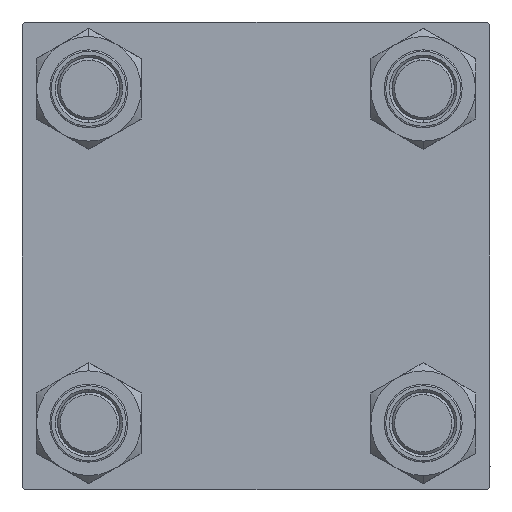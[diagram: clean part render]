
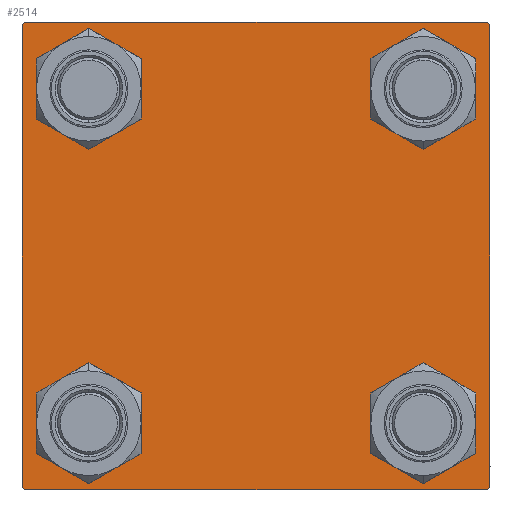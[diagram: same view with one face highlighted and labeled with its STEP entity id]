
A CAD part, left-side view. The second image highlights one B-rep face of the part: STEP entity #2514.
In plain terms, the highlighted planar face has unit normal (-1, 0, 0).
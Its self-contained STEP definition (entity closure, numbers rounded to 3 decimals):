
#286 = FACE_BOUND ( 'NONE', #49669, .T. ) ;
#453 = ORIENTED_EDGE ( 'NONE', *, *, #37470, .T. ) ;
#524 = ORIENTED_EDGE ( 'NONE', *, *, #18685, .T. ) ;
#782 = CARTESIAN_POINT ( 'NONE',  ( 0., -45., 45. ) ) ;
#787 = EDGE_CURVE ( 'NONE', #42494, #2598, #44517, .T. ) ;
#1397 = CARTESIAN_POINT ( 'NONE',  ( 0., -32.15, -38.65 ) ) ;
#1469 = CARTESIAN_POINT ( 'NONE',  ( 0., 44.5, 45. ) ) ;
#1623 = CARTESIAN_POINT ( 'NONE',  ( 0., -44.75, -44.75 ) ) ;
#1821 = VECTOR ( 'NONE', #28259, 1000. ) ;
#1938 = VECTOR ( 'NONE', #34548, 1000. ) ;
#2514 = ADVANCED_FACE ( 'NONE', ( #39750, #7928, #286, #39231, #19247 ), #3464, .T. ) ;
#2598 = VERTEX_POINT ( 'NONE', #13418 ) ;
#2729 = VERTEX_POINT ( 'NONE', #10771 ) ;
#2746 = DIRECTION ( 'NONE',  ( 1., 0., 0. ) ) ;
#3464 = PLANE ( 'NONE',  #10917 ) ;
#4295 = ORIENTED_EDGE ( 'NONE', *, *, #47602, .T. ) ;
#4844 = DIRECTION ( 'NONE',  ( 0., 0.707, -0.707 ) ) ;
#5513 = VERTEX_POINT ( 'NONE', #9972 ) ;
#5647 = DIRECTION ( 'NONE',  ( 0., 0., 1. ) ) ;
#6257 = EDGE_CURVE ( 'NONE', #44711, #16908, #16166, .T. ) ;
#6759 = AXIS2_PLACEMENT_3D ( 'NONE', #35555, #23463, #50854 ) ;
#6886 = ORIENTED_EDGE ( 'NONE', *, *, #51655, .T. ) ;
#6953 = DIRECTION ( 'NONE',  ( 0., 0., 1. ) ) ;
#6987 = EDGE_LOOP ( 'NONE', ( #524, #45741 ) ) ;
#7127 = CIRCLE ( 'NONE', #28116, 6.5 ) ;
#7341 = CIRCLE ( 'NONE', #30880, 6.5 ) ;
#7876 = VECTOR ( 'NONE', #50731, 1000. ) ;
#7928 = FACE_BOUND ( 'NONE', #28869, .T. ) ;
#8526 = CARTESIAN_POINT ( 'NONE',  ( 0., 44.75, 44.75 ) ) ;
#8710 = EDGE_LOOP ( 'NONE', ( #4295, #453, #27143, #18611, #48244, #48618, #27293, #36889 ) ) ;
#9258 = DIRECTION ( 'NONE',  ( 0., 0., 1. ) ) ;
#9384 = VERTEX_POINT ( 'NONE', #36025 ) ;
#9972 = CARTESIAN_POINT ( 'NONE',  ( 0., 45., -44.5 ) ) ;
#10720 = LINE ( 'NONE', #22831, #7876 ) ;
#10771 = CARTESIAN_POINT ( 'NONE',  ( 0., -44.5, -45. ) ) ;
#10917 = AXIS2_PLACEMENT_3D ( 'NONE', #51363, #19504, #36061 ) ;
#11090 = CARTESIAN_POINT ( 'NONE',  ( 0., -32.15, 32.15 ) ) ;
#11751 = VECTOR ( 'NONE', #39421, 1000. ) ;
#12104 = ORIENTED_EDGE ( 'NONE', *, *, #13212, .T. ) ;
#12905 = CIRCLE ( 'NONE', #39748, 6.5 ) ;
#13212 = EDGE_CURVE ( 'NONE', #21114, #44362, #20423, .T. ) ;
#13418 = CARTESIAN_POINT ( 'NONE',  ( 0., 32.15, 25.65 ) ) ;
#13759 = CARTESIAN_POINT ( 'NONE',  ( 0., -32.15, -32.15 ) ) ;
#14397 = EDGE_CURVE ( 'NONE', #40050, #21254, #12905, .T. ) ;
#14503 = ORIENTED_EDGE ( 'NONE', *, *, #787, .T. ) ;
#15056 = CIRCLE ( 'NONE', #20091, 6.5 ) ;
#15131 = CARTESIAN_POINT ( 'NONE',  ( 0., -44.75, 44.75 ) ) ;
#15285 = EDGE_CURVE ( 'NONE', #18625, #2729, #10720, .T. ) ;
#15482 = EDGE_LOOP ( 'NONE', ( #14503, #6886 ) ) ;
#16105 = CARTESIAN_POINT ( 'NONE',  ( 0., 32.15, -32.15 ) ) ;
#16166 = LINE ( 'NONE', #28767, #1821 ) ;
#16320 = DIRECTION ( 'NONE',  ( 0., 0., -1. ) ) ;
#16367 = DIRECTION ( 'NONE',  ( 0., 0., 1. ) ) ;
#16380 = CARTESIAN_POINT ( 'NONE',  ( 0., -44.5, 45. ) ) ;
#16382 = DIRECTION ( 'NONE',  ( 1., 0., 0. ) ) ;
#16908 = VERTEX_POINT ( 'NONE', #16380 ) ;
#17905 = AXIS2_PLACEMENT_3D ( 'NONE', #13759, #38461, #38205 ) ;
#18313 = CARTESIAN_POINT ( 'NONE',  ( 0., 32.15, -32.15 ) ) ;
#18398 = CARTESIAN_POINT ( 'NONE',  ( 0., 32.15, -25.65 ) ) ;
#18611 = ORIENTED_EDGE ( 'NONE', *, *, #47909, .T. ) ;
#18625 = VERTEX_POINT ( 'NONE', #34054 ) ;
#18648 = CARTESIAN_POINT ( 'NONE',  ( 0., -32.15, -25.65 ) ) ;
#18685 = EDGE_CURVE ( 'NONE', #21254, #40050, #19775, .T. ) ;
#19247 = FACE_OUTER_BOUND ( 'NONE', #8710, .T. ) ;
#19504 = DIRECTION ( 'NONE',  ( -1., 0., 0. ) ) ;
#19775 = CIRCLE ( 'NONE', #29826, 6.5 ) ;
#20091 = AXIS2_PLACEMENT_3D ( 'NONE', #16105, #48217, #16367 ) ;
#20423 = CIRCLE ( 'NONE', #17905, 6.5 ) ;
#21114 = VERTEX_POINT ( 'NONE', #18648 ) ;
#21254 = VERTEX_POINT ( 'NONE', #38878 ) ;
#22101 = EDGE_CURVE ( 'NONE', #46753, #9384, #48952, .T. ) ;
#22298 = VERTEX_POINT ( 'NONE', #37228 ) ;
#22416 = VECTOR ( 'NONE', #16320, 1000. ) ;
#22676 = CARTESIAN_POINT ( 'NONE',  ( 0., -45., 44.5 ) ) ;
#22831 = CARTESIAN_POINT ( 'NONE',  ( 0., 45., -45. ) ) ;
#23463 = DIRECTION ( 'NONE',  ( 1., 0., 0. ) ) ;
#24085 = EDGE_CURVE ( 'NONE', #22298, #48257, #7341, .T. ) ;
#24843 = LINE ( 'NONE', #8526, #48698 ) ;
#25576 = EDGE_CURVE ( 'NONE', #48257, #22298, #15056, .T. ) ;
#25985 = CARTESIAN_POINT ( 'NONE',  ( 0., -32.15, 32.15 ) ) ;
#26182 = CARTESIAN_POINT ( 'NONE',  ( 0., 32.15, 32.15 ) ) ;
#26842 = AXIS2_PLACEMENT_3D ( 'NONE', #45322, #16382, #9258 ) ;
#27143 = ORIENTED_EDGE ( 'NONE', *, *, #15285, .T. ) ;
#27293 = ORIENTED_EDGE ( 'NONE', *, *, #6257, .F. ) ;
#28116 = AXIS2_PLACEMENT_3D ( 'NONE', #26182, #2746, #50133 ) ;
#28259 = DIRECTION ( 'NONE',  ( 0., -1., 0. ) ) ;
#28767 = CARTESIAN_POINT ( 'NONE',  ( 0., 45., 45. ) ) ;
#28869 = EDGE_LOOP ( 'NONE', ( #12104, #45262 ) ) ;
#29426 = CIRCLE ( 'NONE', #6759, 6.5 ) ;
#29583 = DIRECTION ( 'NONE',  ( 1., 0., 0. ) ) ;
#29826 = AXIS2_PLACEMENT_3D ( 'NONE', #11090, #29583, #5647 ) ;
#30022 = DIRECTION ( 'NONE',  ( 0., -0.707, 0.707 ) ) ;
#30179 = DIRECTION ( 'NONE',  ( 1., 0., 0. ) ) ;
#30650 = DIRECTION ( 'NONE',  ( 0., 0.707, 0.707 ) ) ;
#30880 = AXIS2_PLACEMENT_3D ( 'NONE', #18313, #34340, #46471 ) ;
#31653 = CARTESIAN_POINT ( 'NONE',  ( 0., 45., 44.5 ) ) ;
#31666 = EDGE_CURVE ( 'NONE', #44711, #36709, #24843, .T. ) ;
#31838 = VECTOR ( 'NONE', #30650, 1000. ) ;
#34054 = CARTESIAN_POINT ( 'NONE',  ( 0., 44.5, -45. ) ) ;
#34340 = DIRECTION ( 'NONE',  ( 1., 0., 0. ) ) ;
#34548 = DIRECTION ( 'NONE',  ( 0., 0., -1. ) ) ;
#34595 = LINE ( 'NONE', #15131, #31838 ) ;
#35233 = EDGE_CURVE ( 'NONE', #46753, #16908, #34595, .T. ) ;
#35532 = ORIENTED_EDGE ( 'NONE', *, *, #24085, .T. ) ;
#35551 = VECTOR ( 'NONE', #30022, 1000. ) ;
#35555 = CARTESIAN_POINT ( 'NONE',  ( 0., -32.15, -32.15 ) ) ;
#36025 = CARTESIAN_POINT ( 'NONE',  ( 0., -45., -44.5 ) ) ;
#36061 = DIRECTION ( 'NONE',  ( 0., 0., 1. ) ) ;
#36062 = ORIENTED_EDGE ( 'NONE', *, *, #25576, .T. ) ;
#36709 = VERTEX_POINT ( 'NONE', #31653 ) ;
#36889 = ORIENTED_EDGE ( 'NONE', *, *, #31666, .T. ) ;
#37228 = CARTESIAN_POINT ( 'NONE',  ( 0., 32.15, -38.65 ) ) ;
#37470 = EDGE_CURVE ( 'NONE', #5513, #18625, #51816, .T. ) ;
#37874 = EDGE_CURVE ( 'NONE', #44362, #21114, #29426, .T. ) ;
#38205 = DIRECTION ( 'NONE',  ( 0., 0., 1. ) ) ;
#38234 = CARTESIAN_POINT ( 'NONE',  ( 0., 45., 45. ) ) ;
#38461 = DIRECTION ( 'NONE',  ( 1., 0., 0. ) ) ;
#38878 = CARTESIAN_POINT ( 'NONE',  ( 0., -32.15, 38.65 ) ) ;
#39231 = FACE_BOUND ( 'NONE', #15482, .T. ) ;
#39421 = DIRECTION ( 'NONE',  ( 0., -0.707, -0.707 ) ) ;
#39748 = AXIS2_PLACEMENT_3D ( 'NONE', #25985, #30179, #6953 ) ;
#39750 = FACE_BOUND ( 'NONE', #6987, .T. ) ;
#40050 = VERTEX_POINT ( 'NONE', #42479 ) ;
#42201 = LINE ( 'NONE', #38234, #1938 ) ;
#42479 = CARTESIAN_POINT ( 'NONE',  ( 0., -32.15, 25.65 ) ) ;
#42494 = VERTEX_POINT ( 'NONE', #48646 ) ;
#44362 = VERTEX_POINT ( 'NONE', #1397 ) ;
#44517 = CIRCLE ( 'NONE', #26842, 6.5 ) ;
#44711 = VERTEX_POINT ( 'NONE', #1469 ) ;
#45262 = ORIENTED_EDGE ( 'NONE', *, *, #37874, .T. ) ;
#45322 = CARTESIAN_POINT ( 'NONE',  ( 0., 32.15, 32.15 ) ) ;
#45741 = ORIENTED_EDGE ( 'NONE', *, *, #14397, .T. ) ;
#46471 = DIRECTION ( 'NONE',  ( 0., 0., 1. ) ) ;
#46753 = VERTEX_POINT ( 'NONE', #22676 ) ;
#47346 = CARTESIAN_POINT ( 'NONE',  ( 0., 44.75, -44.75 ) ) ;
#47602 = EDGE_CURVE ( 'NONE', #36709, #5513, #42201, .T. ) ;
#47909 = EDGE_CURVE ( 'NONE', #2729, #9384, #49530, .T. ) ;
#48217 = DIRECTION ( 'NONE',  ( 1., 0., 0. ) ) ;
#48244 = ORIENTED_EDGE ( 'NONE', *, *, #22101, .F. ) ;
#48257 = VERTEX_POINT ( 'NONE', #18398 ) ;
#48618 = ORIENTED_EDGE ( 'NONE', *, *, #35233, .T. ) ;
#48646 = CARTESIAN_POINT ( 'NONE',  ( 0., 32.15, 38.65 ) ) ;
#48698 = VECTOR ( 'NONE', #4844, 1000. ) ;
#48952 = LINE ( 'NONE', #782, #22416 ) ;
#49530 = LINE ( 'NONE', #1623, #35551 ) ;
#49669 = EDGE_LOOP ( 'NONE', ( #36062, #35532 ) ) ;
#50133 = DIRECTION ( 'NONE',  ( 0., 0., 1. ) ) ;
#50731 = DIRECTION ( 'NONE',  ( 0., -1., 0. ) ) ;
#50854 = DIRECTION ( 'NONE',  ( 0., 0., 1. ) ) ;
#51363 = CARTESIAN_POINT ( 'NONE',  ( 0., 0., 0. ) ) ;
#51655 = EDGE_CURVE ( 'NONE', #2598, #42494, #7127, .T. ) ;
#51816 = LINE ( 'NONE', #47346, #11751 ) ;
